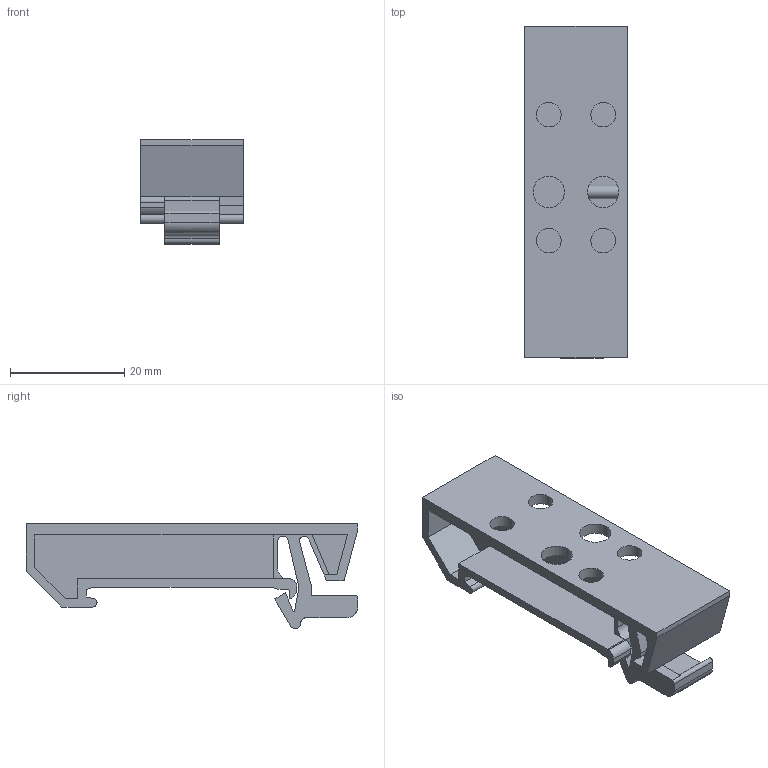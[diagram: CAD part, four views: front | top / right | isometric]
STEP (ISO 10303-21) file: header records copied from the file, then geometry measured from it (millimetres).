
FILE_DESCRIPTION(('CATIA V5R24 STEP','CAx-IF Rec.Pracs.--- Model Styling and Organization---1.2---2011-12-15'),'2;1');
FILE_NAME ('410559_1', '2016-12-08T08:16:58+00:00', ('Weidmueller Interface'), ('Weidmueller'), 'CATIA Version 5-6 Release 2014 SP4 HF52', 'CATIA V5 STEP AP214', 'none');
FILE_SCHEMA(('AUTOMOTIVE_DESIGN { 1 0 10303 214 1 1 1 1 }'));
Length unit declared in the file: millimetre
Products named in the file (1): v5-standard_part
Bounding box: 18 x 58 x 18.35 mm (x, y, z)
Volume: 5235.4 mm3; surface area: 6532.4 mm2
Topology: 1 solids, 1 shells, 88 faces, 261 edges, 175 vertices
Faces by surface type: plane 63, cylinder 25
Entity records: 2841 total; most frequent: ORIENTED_EDGE 522, CARTESIAN_POINT 506, DIRECTION 399, EDGE_CURVE 261, VECTOR 207, LINE 207, VERTEX_POINT 175, AXIS2_PLACEMENT_3D 124
